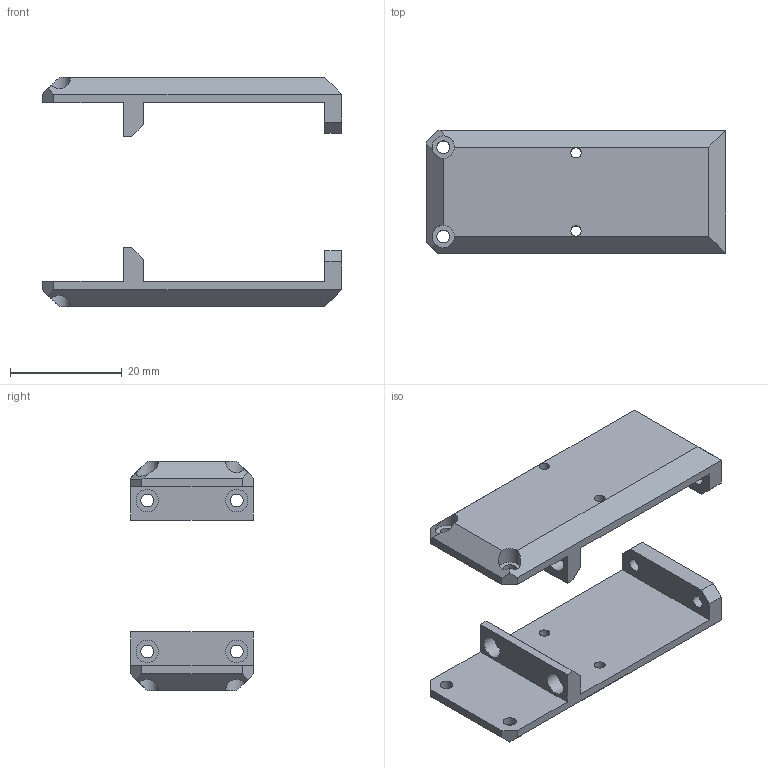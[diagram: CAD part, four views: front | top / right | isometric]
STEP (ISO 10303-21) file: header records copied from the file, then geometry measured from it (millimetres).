
FILE_DESCRIPTION(/* description */ (''),/* implementation_level */ '2;1');
FILE_NAME(/* name */ 'femur.step',/* time_stamp */ '2021-09-20T19:35:50+02:00',/* author */ (''),/* organization */ (''),/* preprocessor_version */ 'ST-DEVELOPER v18.1',/* originating_system */ 'Autodesk Translation Framework v10.10.0.1391',/* authorisation */ '');
FILE_SCHEMA (('AUTOMOTIVE_DESIGN { 1 0 10303 214 3 1 1 }'));
Length unit declared in the file: millimetre
Products named in the file (1): femur
Bounding box: 53.5 x 22 x 41 mm (x, y, z)
Volume: 10394.3 mm3; surface area: 6935.3 mm2
Topology: 2 solids, 2 shells, 83 faces, 207 edges, 136 vertices
Faces by surface type: plane 55, cylinder 28
Full cylindrical faces by diameter (mm): 1.9 x4, 2.3 x12, 4 x12
Entity records: 2576 total; most frequent: DIRECTION 442, CARTESIAN_POINT 427, ORIENTED_EDGE 414, EDGE_CURVE 207, AXIS2_PLACEMENT_3D 151, LINE 140, VECTOR 140, VERTEX_POINT 136
